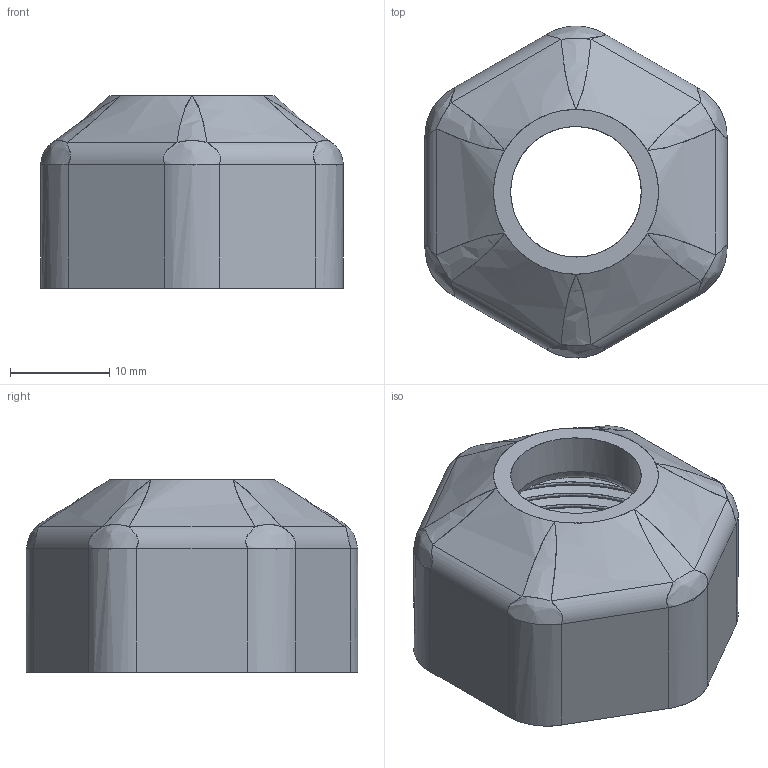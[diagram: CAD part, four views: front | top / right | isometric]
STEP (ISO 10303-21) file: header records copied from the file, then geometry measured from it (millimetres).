
FILE_DESCRIPTION(('FreeCAD Model'),'2;1');
FILE_NAME('Open CASCADE Shape Model','2025-05-03T12:55:22',('FreeCAD'),( 'FreeCAD'),'Open CASCADE STEP processor 7.6','FreeCAD','Unknown');
FILE_SCHEMA(('AUTOMOTIVE_DESIGN { 1 0 10303 214 1 1 1 1 }'));
Length unit declared in the file: millimetre
Products named in the file (1): Open CASCADE STEP translator 7.6 1
Bounding box: 30.41 x 33.4 x 19.35 mm (x, y, z)
Surface area: 4715.4 mm2 (no closed solid volume)
Topology: 0 solids, 74 shells, 74 faces, 334 edges, 327 vertices
Faces by surface type: bspline 74
Entity records: 11604 total; most frequent: CARTESIAN_POINT 9922, ORIENTED_EDGE 334, EDGE_CURVE 334, VERTEX_POINT 331, B_SPLINE_CURVE_WITH_KNOTS 258, FACE_BOUND 77, EDGE_LOOP 77, SHELL_BASED_SURFACE_MODEL 74
